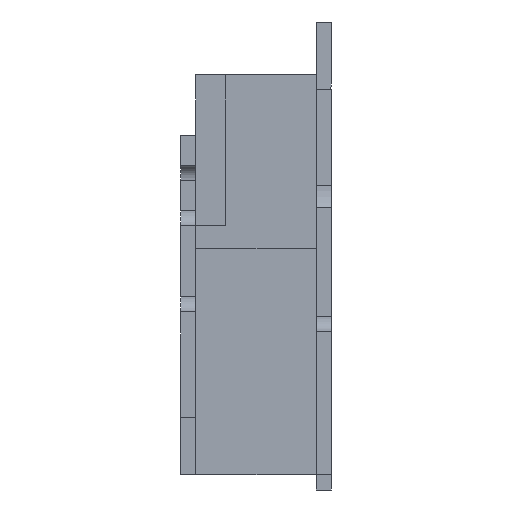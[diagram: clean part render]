
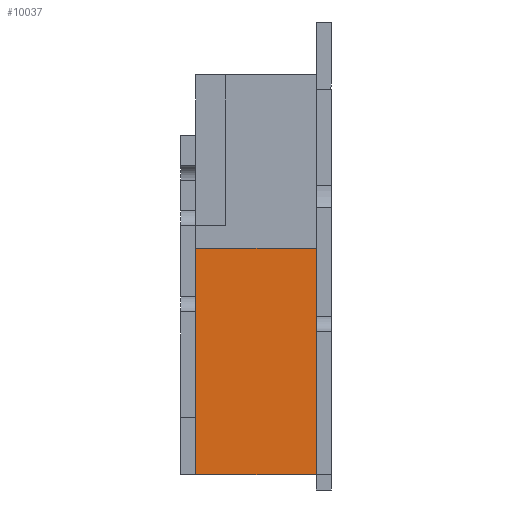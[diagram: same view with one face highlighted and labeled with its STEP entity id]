
A CAD part, left-side view. The second image highlights one B-rep face of the part: STEP entity #10037.
In plain terms, the highlighted planar face has unit normal (-1, 0, 0).
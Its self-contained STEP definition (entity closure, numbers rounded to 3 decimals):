
#1065 = DIRECTION ( 'NONE',  ( 0., 1., 0. ) ) ;
#1196 = LINE ( 'NONE', #11389, #15664 ) ;
#1776 = VERTEX_POINT ( 'NONE', #5613 ) ;
#2351 = ORIENTED_EDGE ( 'NONE', *, *, #12934, .F. ) ;
#2795 = LINE ( 'NONE', #9858, #8602 ) ;
#2800 = FACE_OUTER_BOUND ( 'NONE', #2910, .T. ) ;
#2910 = EDGE_LOOP ( 'NONE', ( #22361, #19909, #11399, #2351, #17259 ) ) ;
#4657 = DIRECTION ( 'NONE',  ( 0., 1., 0. ) ) ;
#4926 = EDGE_CURVE ( 'NONE', #16770, #1776, #15168, .T. ) ;
#5613 = CARTESIAN_POINT ( 'NONE',  ( -6.1, 0.9, 0.175 ) ) ;
#6419 = VERTEX_POINT ( 'NONE', #13741 ) ;
#6455 = DIRECTION ( 'NONE',  ( 0., 0., 1. ) ) ;
#6885 = EDGE_CURVE ( 'NONE', #14854, #8798, #1196, .T. ) ;
#7702 = VECTOR ( 'NONE', #4657, 1000. ) ;
#8016 = CARTESIAN_POINT ( 'NONE',  ( -6.1, 0.9, -1.325 ) ) ;
#8108 = EDGE_CURVE ( 'NONE', #14854, #6419, #22188, .T. ) ;
#8602 = VECTOR ( 'NONE', #9524, 1000. ) ;
#8798 = VERTEX_POINT ( 'NONE', #11811 ) ;
#9524 = DIRECTION ( 'NONE',  ( 0., -1., 0. ) ) ;
#9858 = CARTESIAN_POINT ( 'NONE',  ( -6.1, 0.9, 0.175 ) ) ;
#9863 = PLANE ( 'NONE',  #20258 ) ;
#10037 = ADVANCED_FACE ( 'NONE', ( #2800 ), #9863, .F. ) ;
#10413 = VECTOR ( 'NONE', #6455, 1000. ) ;
#11389 = CARTESIAN_POINT ( 'NONE',  ( -6.1, 0.1, -0.375 ) ) ;
#11399 = ORIENTED_EDGE ( 'NONE', *, *, #8108, .T. ) ;
#11743 = DIRECTION ( 'NONE',  ( 0., 0., 1. ) ) ;
#11811 = CARTESIAN_POINT ( 'NONE',  ( -6.1, 0.1, -1.325 ) ) ;
#12934 = EDGE_CURVE ( 'NONE', #1776, #6419, #2795, .T. ) ;
#13741 = CARTESIAN_POINT ( 'NONE',  ( -6.1, 0.1, 0.175 ) ) ;
#13783 = DIRECTION ( 'NONE',  ( 1., 0., 0. ) ) ;
#14854 = VERTEX_POINT ( 'NONE', #17841 ) ;
#15168 = LINE ( 'NONE', #22235, #10413 ) ;
#15664 = VECTOR ( 'NONE', #18593, 1000. ) ;
#16770 = VERTEX_POINT ( 'NONE', #8016 ) ;
#16841 = EDGE_CURVE ( 'NONE', #8798, #16770, #20790, .T. ) ;
#16951 = CARTESIAN_POINT ( 'NONE',  ( -6.1, 0.9, 0.175 ) ) ;
#17259 = ORIENTED_EDGE ( 'NONE', *, *, #4926, .F. ) ;
#17841 = CARTESIAN_POINT ( 'NONE',  ( -6.1, 0.1, -0.375 ) ) ;
#18593 = DIRECTION ( 'NONE',  ( 0., 0., -1. ) ) ;
#18707 = CARTESIAN_POINT ( 'NONE',  ( -6.1, 0.1, -0.375 ) ) ;
#19468 = CARTESIAN_POINT ( 'NONE',  ( -6.1, 0.1, -1.325 ) ) ;
#19909 = ORIENTED_EDGE ( 'NONE', *, *, #6885, .F. ) ;
#20258 = AXIS2_PLACEMENT_3D ( 'NONE', #16951, #13783, #1065 ) ;
#20790 = LINE ( 'NONE', #19468, #7702 ) ;
#22040 = VECTOR ( 'NONE', #11743, 1000. ) ;
#22188 = LINE ( 'NONE', #18707, #22040 ) ;
#22235 = CARTESIAN_POINT ( 'NONE',  ( -6.1, 0.9, -1.325 ) ) ;
#22361 = ORIENTED_EDGE ( 'NONE', *, *, #16841, .F. ) ;
